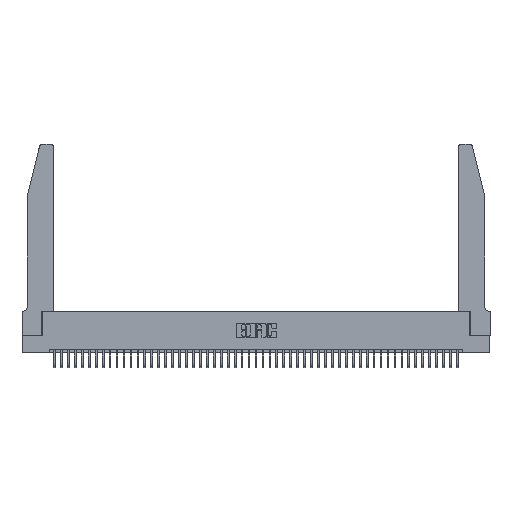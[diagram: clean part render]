
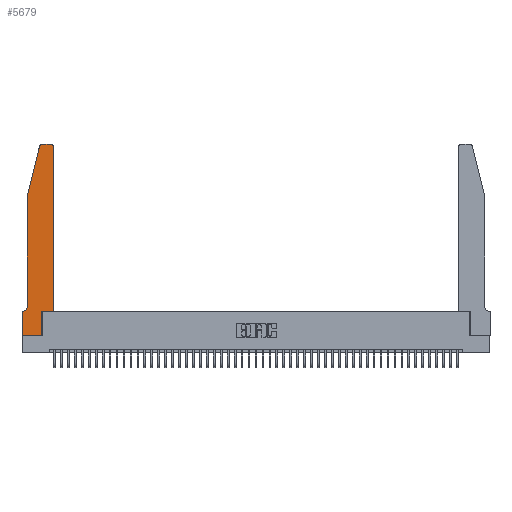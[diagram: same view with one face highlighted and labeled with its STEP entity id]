
A CAD part, top view. The second image highlights one B-rep face of the part: STEP entity #5679.
In plain terms, the highlighted planar face has unit normal (0, 0, 1).
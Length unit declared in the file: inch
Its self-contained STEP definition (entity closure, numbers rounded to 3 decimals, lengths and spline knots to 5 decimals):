
#69 = VERTEX_POINT ( 'NONE', #4271 ) ;
#773 = EDGE_CURVE ( 'NONE', #7759, #29833, #21050, .T. ) ;
#1065 = CARTESIAN_POINT ( 'NONE',  ( 0.4205, 2.75, 0.37 ) ) ;
#1217 = VECTOR ( 'NONE', #38594, 39.37008 ) ;
#1290 = ORIENTED_EDGE ( 'NONE', *, *, #773, .T. ) ;
#1825 = VERTEX_POINT ( 'NONE', #15368 ) ;
#3054 = DIRECTION ( 'NONE',  ( 1., 0., 0. ) ) ;
#3793 = CARTESIAN_POINT ( 'NONE',  ( 0.2865, 0.35, 0.37 ) ) ;
#4271 = CARTESIAN_POINT ( 'NONE',  ( 0.4505, 0.35, 0.37 ) ) ;
#4579 = AXIS2_PLACEMENT_3D ( 'NONE', #33372, #10076, #37261 ) ;
#4822 = VECTOR ( 'NONE', #6033, 39.37008 ) ;
#5039 = EDGE_CURVE ( 'NONE', #41304, #41055, #15709, .T. ) ;
#5679 = ADVANCED_FACE ( 'NONE', ( #27338 ), #29487, .T. ) ;
#5719 = ORIENTED_EDGE ( 'NONE', *, *, #46577, .T. ) ;
#6033 = DIRECTION ( 'NONE',  ( -1., 0., 0. ) ) ;
#6091 = ORIENTED_EDGE ( 'NONE', *, *, #15630, .T. ) ;
#7759 = VERTEX_POINT ( 'NONE', #14508 ) ;
#8293 = VECTOR ( 'NONE', #47737, 39.37008 ) ;
#9735 = ORIENTED_EDGE ( 'NONE', *, *, #27841, .T. ) ;
#10076 = DIRECTION ( 'NONE',  ( 0., 0., 1. ) ) ;
#10124 = CARTESIAN_POINT ( 'NONE',  ( 0.0055, 0.35, 0.37 ) ) ;
#11290 = CIRCLE ( 'NONE', #48955, 0.07 ) ;
#11567 = VECTOR ( 'NONE', #50142, 39.37008 ) ;
#12342 = DIRECTION ( 'NONE',  ( 0., 1., 0. ) ) ;
#13128 = EDGE_CURVE ( 'NONE', #24302, #27335, #11290, .T. ) ;
#14508 = CARTESIAN_POINT ( 'NONE',  ( 0., 0.35, 0.37 ) ) ;
#15236 = CIRCLE ( 'NONE', #19673, 0.03 ) ;
#15368 = CARTESIAN_POINT ( 'NONE',  ( 0.25487, 2.72718, 0.37 ) ) ;
#15630 = EDGE_CURVE ( 'NONE', #27335, #7759, #23237, .T. ) ;
#15709 = LINE ( 'NONE', #44791, #4822 ) ;
#18120 = VERTEX_POINT ( 'NONE', #24057 ) ;
#18545 = ORIENTED_EDGE ( 'NONE', *, *, #23813, .T. ) ;
#19556 = ORIENTED_EDGE ( 'NONE', *, *, #13128, .T. ) ;
#19560 = CARTESIAN_POINT ( 'NONE',  ( 0.0055, 0.42, 0.37 ) ) ;
#19673 = AXIS2_PLACEMENT_3D ( 'NONE', #49640, #26457, #3054 ) ;
#19726 = CARTESIAN_POINT ( 'NONE',  ( 0.0755, 0.35, 0.37 ) ) ;
#20111 = DIRECTION ( 'NONE',  ( 0., 0., 1. ) ) ;
#21050 = LINE ( 'NONE', #27761, #23508 ) ;
#22459 = VECTOR ( 'NONE', #47974, 39.37008 ) ;
#22836 = EDGE_CURVE ( 'NONE', #69, #34070, #45659, .T. ) ;
#22973 = ORIENTED_EDGE ( 'NONE', *, *, #38718, .T. ) ;
#23237 = LINE ( 'NONE', #19726, #42632 ) ;
#23480 = DIRECTION ( 'NONE',  ( -1., 0., 0. ) ) ;
#23508 = VECTOR ( 'NONE', #39424, 39.37008 ) ;
#23661 = DIRECTION ( 'NONE',  ( -1., 0., 0. ) ) ;
#23666 = LINE ( 'NONE', #44104, #22459 ) ;
#23813 = EDGE_CURVE ( 'NONE', #41055, #1825, #15236, .T. ) ;
#23883 = EDGE_CURVE ( 'NONE', #1825, #18120, #42571, .T. ) ;
#24057 = CARTESIAN_POINT ( 'NONE',  ( 0.0755, 2., 0.37 ) ) ;
#24302 = VERTEX_POINT ( 'NONE', #45553 ) ;
#24966 = AXIS2_PLACEMENT_3D ( 'NONE', #43356, #20111, #47252 ) ;
#25172 = EDGE_CURVE ( 'NONE', #41778, #41056, #27906, .T. ) ;
#26457 = DIRECTION ( 'NONE',  ( 0., 0., 1. ) ) ;
#26538 = ORIENTED_EDGE ( 'NONE', *, *, #25172, .T. ) ;
#26855 = ORIENTED_EDGE ( 'NONE', *, *, #22836, .T. ) ;
#26925 = CARTESIAN_POINT ( 'NONE',  ( 0.2865, 0.35, 0.37 ) ) ;
#27160 = EDGE_CURVE ( 'NONE', #41056, #69, #23666, .T. ) ;
#27335 = VERTEX_POINT ( 'NONE', #10124 ) ;
#27338 = FACE_OUTER_BOUND ( 'NONE', #34241, .T. ) ;
#27761 = CARTESIAN_POINT ( 'NONE',  ( 0., 0., 0.37 ) ) ;
#27841 = EDGE_CURVE ( 'NONE', #29833, #41778, #39326, .T. ) ;
#27906 = LINE ( 'NONE', #3793, #36989 ) ;
#29487 = PLANE ( 'NONE',  #4579 ) ;
#29833 = VERTEX_POINT ( 'NONE', #38327 ) ;
#30934 = ORIENTED_EDGE ( 'NONE', *, *, #23883, .T. ) ;
#32381 = LINE ( 'NONE', #34701, #1217 ) ;
#33372 = CARTESIAN_POINT ( 'NONE',  ( 0., 0.35, 0.37 ) ) ;
#34070 = VERTEX_POINT ( 'NONE', #39111 ) ;
#34116 = VECTOR ( 'NONE', #12342, 39.37008 ) ;
#34137 = ORIENTED_EDGE ( 'NONE', *, *, #27160, .T. ) ;
#34241 = EDGE_LOOP ( 'NONE', ( #45968, #18545, #30934, #22973, #19556, #6091, #1290, #9735, #26538, #34137, #26855, #5719 ) ) ;
#34701 = CARTESIAN_POINT ( 'NONE',  ( 0.0755, 2., 0.37 ) ) ;
#36215 = CARTESIAN_POINT ( 'NONE',  ( 0., 0., 0.37 ) ) ;
#36989 = VECTOR ( 'NONE', #42723, 39.37008 ) ;
#37261 = DIRECTION ( 'NONE',  ( 1., 0., 0. ) ) ;
#38327 = CARTESIAN_POINT ( 'NONE',  ( 0., 0., 0.37 ) ) ;
#38594 = DIRECTION ( 'NONE',  ( 0., -1., 0. ) ) ;
#38718 = EDGE_CURVE ( 'NONE', #18120, #24302, #32381, .T. ) ;
#39111 = CARTESIAN_POINT ( 'NONE',  ( 0.4505, 2.72, 0.37 ) ) ;
#39326 = LINE ( 'NONE', #36215, #8293 ) ;
#39424 = DIRECTION ( 'NONE',  ( 0., -1., 0. ) ) ;
#41055 = VERTEX_POINT ( 'NONE', #50119 ) ;
#41056 = VERTEX_POINT ( 'NONE', #26925 ) ;
#41304 = VERTEX_POINT ( 'NONE', #1065 ) ;
#41778 = VERTEX_POINT ( 'NONE', #43263 ) ;
#42571 = LINE ( 'NONE', #46253, #11567 ) ;
#42632 = VECTOR ( 'NONE', #23661, 39.37008 ) ;
#42723 = DIRECTION ( 'NONE',  ( 0., 1., 0. ) ) ;
#43263 = CARTESIAN_POINT ( 'NONE',  ( 0.2865, 0., 0.37 ) ) ;
#43356 = CARTESIAN_POINT ( 'NONE',  ( 0.4205, 2.72, 0.37 ) ) ;
#44104 = CARTESIAN_POINT ( 'NONE',  ( 0.4505, 0.35, 0.37 ) ) ;
#44564 = CIRCLE ( 'NONE', #24966, 0.03 ) ;
#44791 = CARTESIAN_POINT ( 'NONE',  ( 0.2605, 2.75, 0.37 ) ) ;
#45553 = CARTESIAN_POINT ( 'NONE',  ( 0.0755, 0.42, 0.37 ) ) ;
#45659 = LINE ( 'NONE', #47161, #34116 ) ;
#45968 = ORIENTED_EDGE ( 'NONE', *, *, #5039, .T. ) ;
#46253 = CARTESIAN_POINT ( 'NONE',  ( 0.0755, 2., 0.37 ) ) ;
#46577 = EDGE_CURVE ( 'NONE', #34070, #41304, #44564, .T. ) ;
#46698 = DIRECTION ( 'NONE',  ( 0., 0., -1. ) ) ;
#47161 = CARTESIAN_POINT ( 'NONE',  ( 0.4505, 0.35, 0.37 ) ) ;
#47252 = DIRECTION ( 'NONE',  ( 1., 0., 0. ) ) ;
#47737 = DIRECTION ( 'NONE',  ( 1., 0., 0. ) ) ;
#47974 = DIRECTION ( 'NONE',  ( 1., 0., 0. ) ) ;
#48955 = AXIS2_PLACEMENT_3D ( 'NONE', #19560, #46698, #23480 ) ;
#49640 = CARTESIAN_POINT ( 'NONE',  ( 0.284, 2.72, 0.37 ) ) ;
#50119 = CARTESIAN_POINT ( 'NONE',  ( 0.284, 2.75, 0.37 ) ) ;
#50142 = DIRECTION ( 'NONE',  ( -0.239, -0.971, 0. ) ) ;
